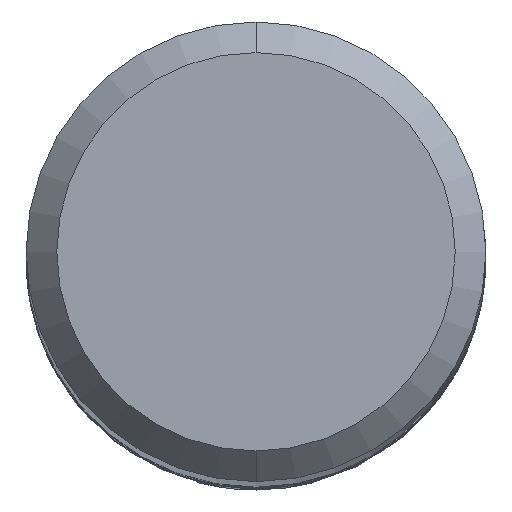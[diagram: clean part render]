
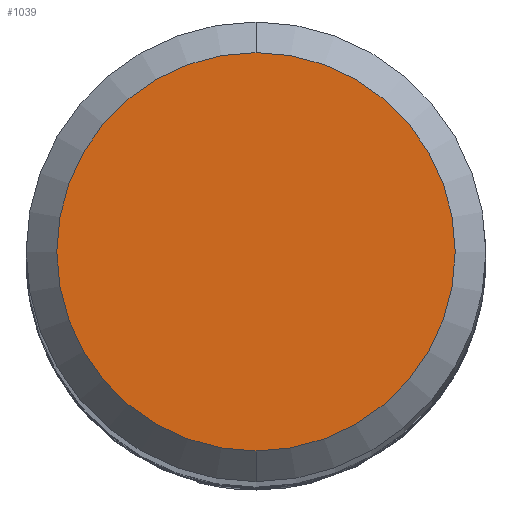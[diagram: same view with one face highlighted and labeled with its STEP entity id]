
A CAD part, top view. The second image highlights one B-rep face of the part: STEP entity #1039.
In plain terms, the highlighted planar face has unit normal (0, 0, 1).
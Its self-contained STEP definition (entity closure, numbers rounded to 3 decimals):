
#1039=ADVANCED_FACE('',(#2538),#2539,.T.);
#1287=EDGE_CURVE('',#1369,#1855,#2814,.T.);
#1369=VERTEX_POINT('',#2902);
#1855=VERTEX_POINT('',#3432);
#1993=EDGE_CURVE('',#1855,#1369,#3577,.T.);
#2538=FACE_OUTER_BOUND('',#7569,.T.);
#2539=PLANE('',#7570);
#2814=CIRCLE('',#10360,2.6);
#2902=CARTESIAN_POINT('',(0.0,2.6,0.0));
#3432=CARTESIAN_POINT('',(0.,-2.6,0.0));
#3577=CIRCLE('',#19950,2.6);
#7569=EDGE_LOOP('',(#23449,#23450));
#7570=AXIS2_PLACEMENT_3D('',#23451,#23452,#23453);
#10360=AXIS2_PLACEMENT_3D('',#23723,#23724,#23725);
#19950=AXIS2_PLACEMENT_3D('',#24347,#24348,#24349);
#23449=ORIENTED_EDGE('',*,*,#1287,.F.);
#23450=ORIENTED_EDGE('',*,*,#1993,.F.);
#23451=CARTESIAN_POINT('',(0.0,1.3,0.0));
#23452=DIRECTION('',(-0.0,0.0,1.0));
#23453=DIRECTION('',(0.0,-1.0,0.0));
#23723=CARTESIAN_POINT('',(0.0,0.0,0.0));
#23724=DIRECTION('',(0.0,0.0,-1.0));
#23725=DIRECTION('',(0.0,1.0,0.0));
#24347=CARTESIAN_POINT('',(0.0,0.0,0.0));
#24348=DIRECTION('',(0.0,0.0,-1.0));
#24349=DIRECTION('',(0.0,1.0,0.0));
